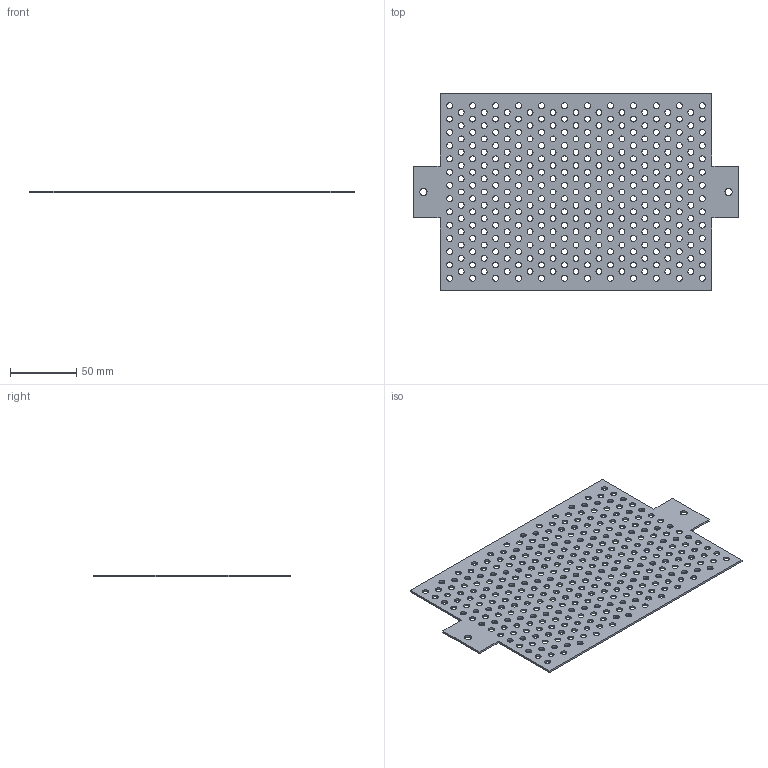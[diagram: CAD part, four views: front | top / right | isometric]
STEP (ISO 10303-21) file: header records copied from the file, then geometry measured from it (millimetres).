
FILE_DESCRIPTION(('STEP AP214'),'1');
FILE_NAME('cctmp_5ADCBF66-B5F2-4BDD-AD20-951972559588_2023_04_06_10_57_48_0972..stp','2023-04-06T08:57:49',('SIEMENS A&D'),('CADClick - www.CADClick.com'),'Spatial InterOp 3D',' ','unknown authorization');
FILE_SCHEMA(('AUTOMOTIVE_DESIGN'));
Length unit declared in the file: millimetre
Products named in the file (1): 8GK4452-1KK12
Bounding box: 245 x 149 x 1.5 mm (x, y, z)
Volume: 40669.4 mm3; surface area: 62053.8 mm2
Topology: 1 solids, 1 shells, 640 faces, 1914 edges, 1276 vertices
Faces by surface type: cylinder 626, plane 14
Entity records: 28726 total; most frequent: DIRECTION 4448, CARTESIAN_POINT 3831, ORIENTED_EDGE 3828, EDGE_CURVE 1914, AXIS2_PLACEMENT_3D 1893, VERTEX_POINT 1276, EDGE_LOOP 1266, CIRCLE 1252
